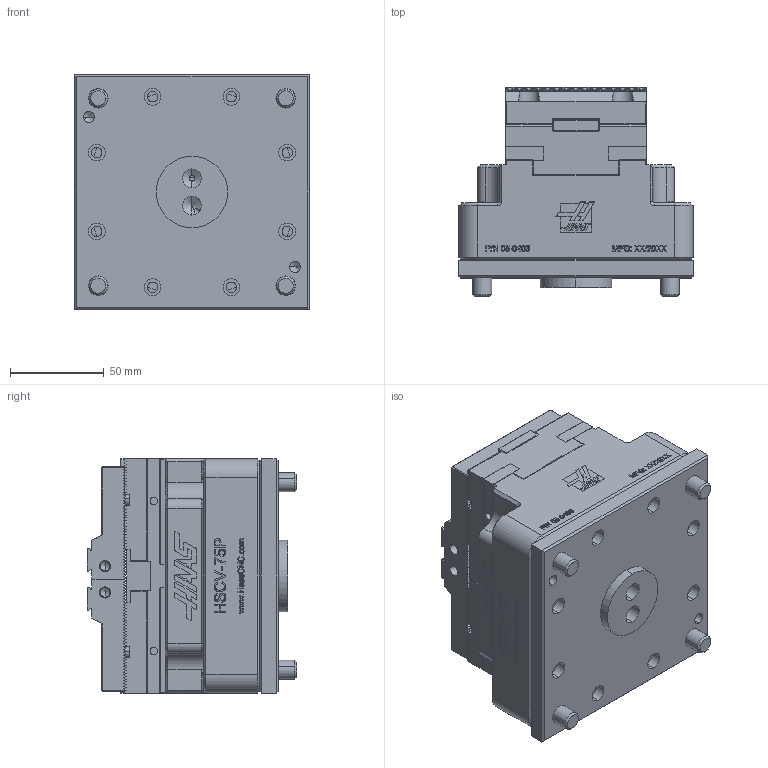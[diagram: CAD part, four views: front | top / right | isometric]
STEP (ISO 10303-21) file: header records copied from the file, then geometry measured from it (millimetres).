
FILE_DESCRIPTION (( 'STEP AP214' ), '1' );
FILE_NAME ('08-1860.STEP', '2025-02-25T16:00:20', ( '' ), ( '' ), 'SwSTEP 2.0', 'SolidWorks 2023', '' );
FILE_SCHEMA (( 'AUTOMOTIVE_DESIGN' ));
Length unit declared in the file: inch
Products named in the file (1): 08-1860
Bounding box: 125 x 111.8 x 125 mm (x, y, z)
Volume: 892427 mm3; surface area: 252028.1 mm2
Topology: 29 solids, 37 shells, 4711 faces, 12842 edges, 8310 vertices
Faces by surface type: plane 3341, cylinder 509, bspline 498, cone 363
Entity records: 169675 total; most frequent: CARTESIAN_POINT 55028, ORIENTED_EDGE 25456, DIRECTION 20849, EDGE_CURVE 12728, VECTOR 9613, LINE 9613, VERTEX_POINT 8310, AXIS2_PLACEMENT_3D 5618
